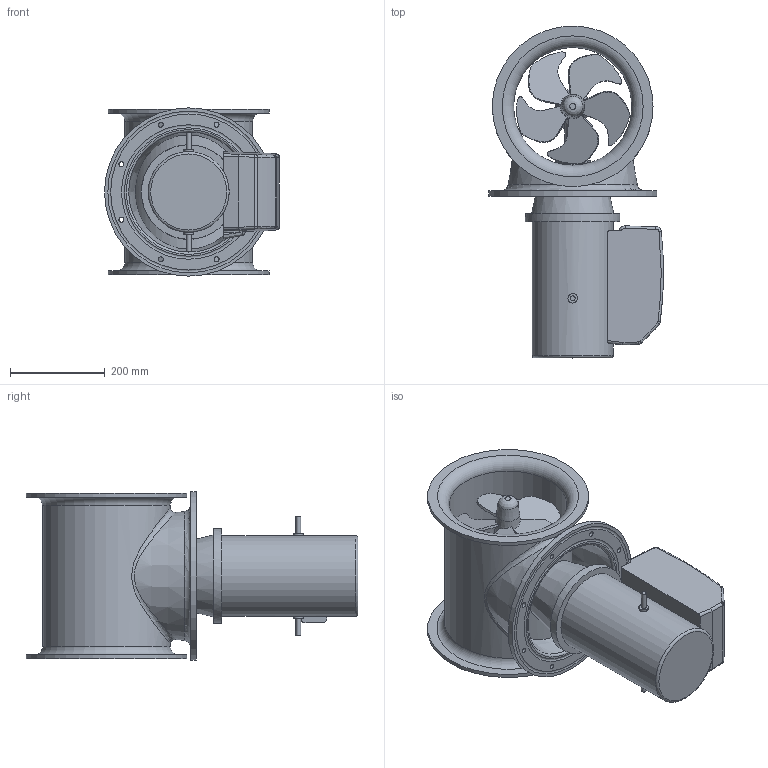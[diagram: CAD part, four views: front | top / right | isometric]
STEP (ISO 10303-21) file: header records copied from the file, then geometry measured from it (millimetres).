
FILE_DESCRIPTION(/* description */ (''),/* implementation_level */ '2;1');
FILE_NAME(/* name */ 'SE130 250mm STERN orig.stp',/* time_stamp */ '2015-12-03T08:34:41+01:00',/* author */ ('elvira'),/* organization */ (''),/* preprocessor_version */ 'ST-DEVELOPER v15.6',/* originating_system */ 'Autodesk Inventor 2015',/* authorisation */ '');
FILE_SCHEMA (('AUTOMOTIVE_DESIGN { 1 0 10303 214 3 1 1 }'));
Length unit declared in the file: millimetre
Products named in the file (1): SE130 250mm STERN
Bounding box: 369.99 x 701.63 x 356 mm (x, y, z)
Volume: 19354790.6 mm3; surface area: 1551746 mm2
Topology: 4 solids, 4 shells, 236 faces, 592 edges, 381 vertices
Faces by surface type: bspline 103, plane 55, cylinder 51, cone 13, torus 10, sphere 4
Full cylindrical faces by diameter (mm): 8.5 x2, 10 x2, 10.5 x8, 12 x2, 20 x2, 45 x1, 46 x1, 73 x1, 171 x1, 200 x1, 250 x1, 270 x1, 339.865 x2, 356 x1
Entity records: 22351 total; most frequent: CARTESIAN_POINT 17497, ORIENTED_EDGE 1034, DIRECTION 645, EDGE_CURVE 517, VERTEX_POINT 356, EDGE_LOOP 327, B_SPLINE_CURVE_WITH_KNOTS 288, AXIS2_PLACEMENT_3D 284
